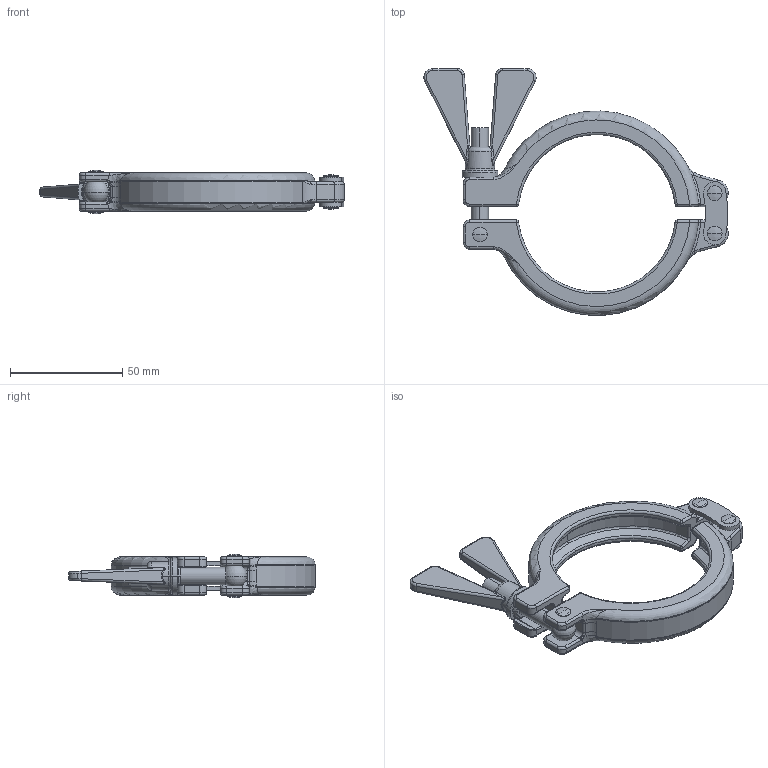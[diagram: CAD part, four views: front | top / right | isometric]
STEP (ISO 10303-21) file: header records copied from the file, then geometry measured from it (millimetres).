
FILE_DESCRIPTION (( 'STEP AP214' ), '1' );
FILE_NAME ('CL.SH.0250 BLOCK.STEP', '2020-05-19T10:43:52', ( '' ), ( '' ), 'SwSTEP 2.0', 'SolidWorks 2020', '' );
FILE_SCHEMA (( 'AUTOMOTIVE_DESIGN' ));
Length unit declared in the file: millimetre
Products named in the file (1): CL.SH.0250 BLOCK
Bounding box: 135.6 x 110.04 x 19.3 mm (x, y, z)
Volume: 47624.6 mm3; surface area: 23354.9 mm2
Topology: 3 solids, 3 shells, 464 faces, 1096 edges, 628 vertices
Faces by surface type: cylinder 170, bspline 90, torus 87, plane 65, sphere 38, cone 14
Entity records: 16649 total; most frequent: CARTESIAN_POINT 6477, DIRECTION 2175, ORIENTED_EDGE 2150, EDGE_CURVE 1075, AXIS2_PLACEMENT_3D 949, VERTEX_POINT 627, CIRCLE 574, EDGE_LOOP 488
